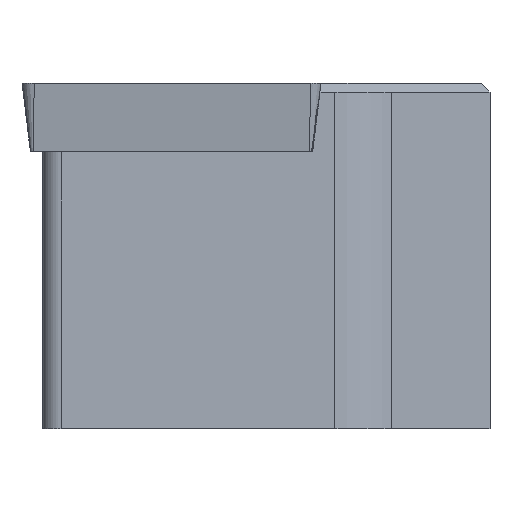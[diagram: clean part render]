
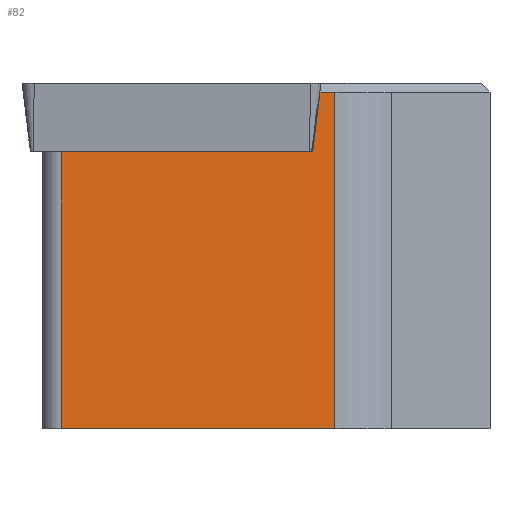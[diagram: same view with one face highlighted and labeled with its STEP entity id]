
A CAD part, left-side view. The second image highlights one B-rep face of the part: STEP entity #82.
In plain terms, the highlighted planar face has unit normal (-0.999, -0.052, 0).
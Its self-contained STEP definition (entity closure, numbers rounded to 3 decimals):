
#82=ADVANCED_FACE('',(#151),#118,.F.);
#118=PLANE('',#681);
#151=FACE_OUTER_BOUND('',#188,.T.);
#188=EDGE_LOOP('',(#307,#308,#309,#310,#311,#312));
#307=ORIENTED_EDGE('',*,*,#480,.T.);
#308=ORIENTED_EDGE('',*,*,#478,.T.);
#309=ORIENTED_EDGE('',*,*,#426,.F.);
#310=ORIENTED_EDGE('',*,*,#481,.F.);
#311=ORIENTED_EDGE('',*,*,#471,.F.);
#312=ORIENTED_EDGE('',*,*,#482,.T.);
#375=VERTEX_POINT('',#883);
#376=VERTEX_POINT('',#885);
#401=VERTEX_POINT('',#973);
#402=VERTEX_POINT('',#975);
#406=VERTEX_POINT('',#988);
#407=VERTEX_POINT('',#992);
#426=EDGE_CURVE('',#375,#376,#509,.T.);
#471=EDGE_CURVE('',#401,#402,#553,.T.);
#478=EDGE_CURVE('',#406,#376,#559,.T.);
#480=EDGE_CURVE('',#407,#406,#560,.T.);
#481=EDGE_CURVE('',#402,#375,#561,.T.);
#482=EDGE_CURVE('',#401,#407,#562,.T.);
#509=LINE('',#884,#583);
#553=LINE('',#974,#627);
#559=LINE('',#987,#633);
#560=LINE('',#991,#634);
#561=LINE('',#993,#635);
#562=LINE('',#994,#636);
#583=VECTOR('',#711,1.);
#627=VECTOR('',#795,1.);
#633=VECTOR('',#807,1.);
#634=VECTOR('',#812,1.);
#635=VECTOR('',#813,1.);
#636=VECTOR('',#814,1.);
#681=AXIS2_PLACEMENT_3D('',#995,#815,#816);
#711=DIRECTION('',(-0.052,0.999,0.));
#795=DIRECTION('',(0.052,-0.999,0.));
#807=DIRECTION('',(0.,0.,-1.));
#812=DIRECTION('',(-0.052,0.999,0.));
#813=DIRECTION('',(0.,0.,-1.));
#814=DIRECTION('',(-0.007,0.14,-0.99));
#815=DIRECTION('',(0.999,0.052,0.));
#816=DIRECTION('',(0.052,-0.999,0.));
#883=CARTESIAN_POINT('',(1.006,5.392,-12.));
#884=CARTESIAN_POINT('',(0.507,14.911,-12.));
#885=CARTESIAN_POINT('',(0.507,14.911,-12.));
#973=CARTESIAN_POINT('',(0.979,5.911,-0.3));
#974=CARTESIAN_POINT('',(0.507,14.911,-0.3));
#975=CARTESIAN_POINT('',(1.006,5.392,-0.3));
#987=CARTESIAN_POINT('',(0.507,14.911,-30.));
#988=CARTESIAN_POINT('',(0.507,14.911,-2.38));
#991=CARTESIAN_POINT('',(0.507,14.911,-2.38));
#992=CARTESIAN_POINT('',(0.964,6.205,-2.38));
#993=CARTESIAN_POINT('',(1.006,5.392,-30.));
#994=CARTESIAN_POINT('',(0.754,10.21,-30.667));
#995=CARTESIAN_POINT('',(0.507,14.911,-30.));
